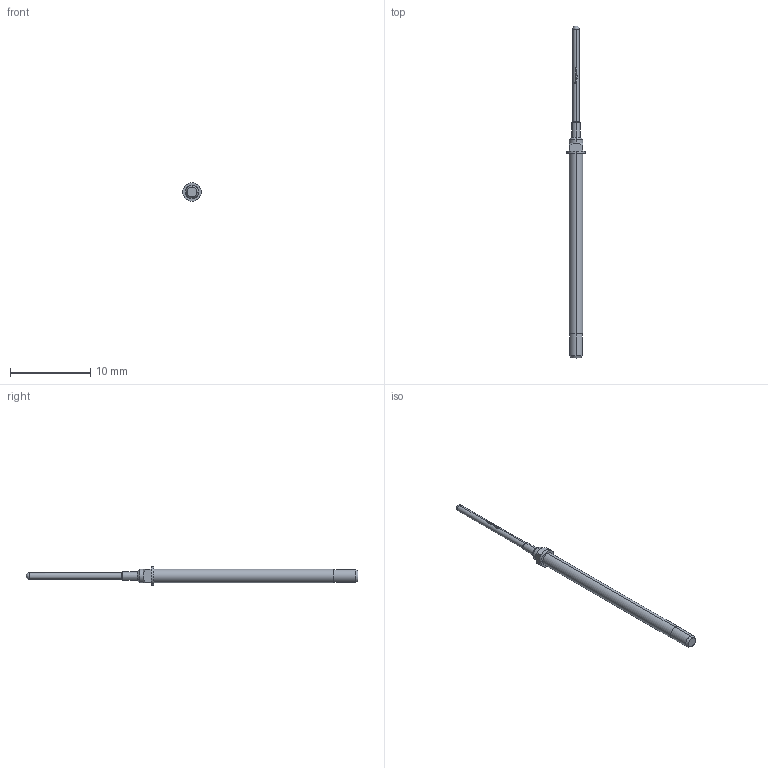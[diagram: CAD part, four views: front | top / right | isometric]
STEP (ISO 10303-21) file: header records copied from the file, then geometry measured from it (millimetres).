
FILE_DESCRIPTION (( 'STEP AP203' ), '1' );
FILE_NAME ('INGUN_GKS-112_305_080_Axx02MLP56-119.STEP', '2023-09-18T08:09:57', ( '' ), ( '' ), 'SwSTEP 2.0', 'SolidWorks 2021', '' );
FILE_SCHEMA (( 'CONFIG_CONTROL_DESIGN' ));
Length unit declared in the file: millimetre
Products named in the file (1): INGUN_GKS-112_305_080_Axx02MLP56-119
Bounding box: 2.3 x 41.4 x 2.3 mm (x, y, z)
Volume: 66.9 mm3; surface area: 186.3 mm2
Topology: 1 solids, 1 shells, 108 faces, 294 edges, 190 vertices
Faces by surface type: plane 51, bspline 22, cylinder 22, cone 12, sphere 1
Entity records: 3650 total; most frequent: CARTESIAN_POINT 1028, ORIENTED_EDGE 582, DIRECTION 467, EDGE_CURVE 291, VERTEX_POINT 188, AXIS2_PLACEMENT_3D 183, EDGE_LOOP 111, ADVANCED_FACE 108
